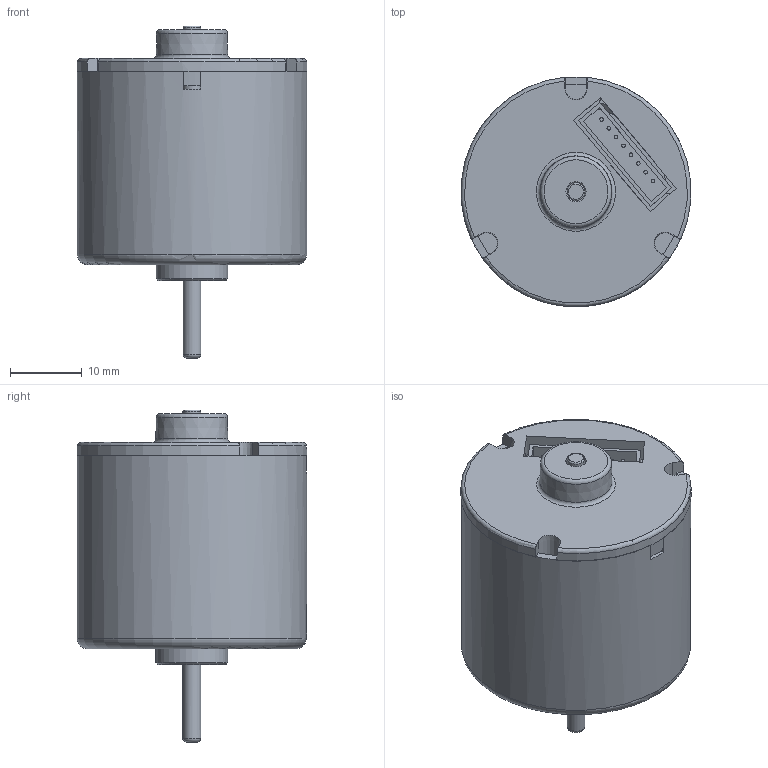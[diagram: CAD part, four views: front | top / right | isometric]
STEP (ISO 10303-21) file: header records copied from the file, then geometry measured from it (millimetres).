
FILE_DESCRIPTION(/* description */ ('Unknown'),/* implementation_level */ '2;1');
FILE_NAME(/* name */ 'BT3229',/* time_stamp */ '2022-09-23T18:12:49+02:00',/* author */ ('Unknown'),/* organization */ ('Unknown'),/* preprocessor_version */ 'ST-DEVELOPER v18.1',/* originating_system */ 'Solid Edge',/* authorisation */ 'Unknown');
FILE_SCHEMA (('AUTOMOTIVE_DESIGN {1 0 10303 214 3 1 1}'));
Products named in the file (1): 3229 modifierad
Bounding box: 32.02 x 32.06 x 46.3 mm (x, y, z)
Volume: 13121.2 mm3; surface area: 23319.2 mm2
Topology: 23 solids, 23 shells, 1784 faces, 4614 edges, 2875 vertices
Faces by surface type: plane 782, cylinder 628, torus 184, cone 133, bspline 33, sphere 24
Full cylindrical faces by diameter (mm): 0.5 x8, 1 x4, 2.05 x6, 2.45 x2, 2.5 x8, 2.6 x1, 3 x1, 3.8 x1, 4 x4, 4.5 x2, 5.9 x1, 6.124 x1, 6.5 x1, 8.484 x1, 8.6 x1, 8.67 x1, 10 x1, 11.6 x1, 12 x2, 16 x1, 30 x1, 32 x1
Entity records: 55382 total; most frequent: CARTESIAN_POINT 12564, ORIENTED_EDGE 8950, DIRECTION 8921, EDGE_CURVE 4475, AXIS2_PLACEMENT_3D 3404, VERTEX_POINT 2841, LINE 2113, VECTOR 2113
